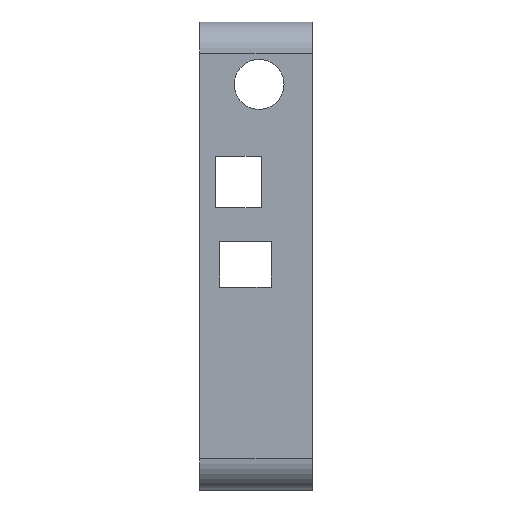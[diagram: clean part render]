
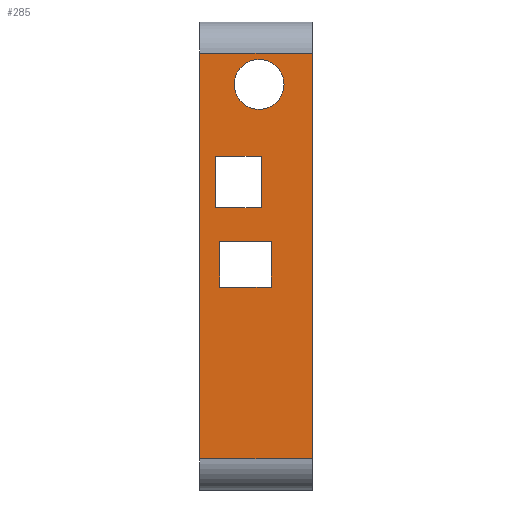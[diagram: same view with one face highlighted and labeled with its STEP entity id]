
A CAD part, left-side view. The second image highlights one B-rep face of the part: STEP entity #285.
In plain terms, the highlighted planar face has unit normal (-1, 0, 0).
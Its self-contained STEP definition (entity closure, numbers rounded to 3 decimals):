
#27 = CARTESIAN_POINT ( 'NONE',  ( 0., 13.15, 65. ) ) ;
#79 = ORIENTED_EDGE ( 'NONE', *, *, #98, .F. ) ;
#84 = DIRECTION ( 'NONE',  ( 1., 0., 0. ) ) ;
#98 = EDGE_CURVE ( 'NONE', #4786, #1324, #3223, .T. ) ;
#128 = VECTOR ( 'NONE', #4679, 1000. ) ;
#285 = ADVANCED_FACE ( 'NONE', ( #4186, #286, #2011, #3756 ), #1584, .F. ) ;
#286 = FACE_OUTER_BOUND ( 'NONE', #2087, .T. ) ;
#296 = CARTESIAN_POINT ( 'NONE',  ( 0., 17., 130. ) ) ;
#314 = ORIENTED_EDGE ( 'NONE', *, *, #5415, .F. ) ;
#373 = VERTEX_POINT ( 'NONE', #3414 ) ;
#444 = ORIENTED_EDGE ( 'NONE', *, *, #4002, .F. ) ;
#462 = CARTESIAN_POINT ( 'NONE',  ( 0., 0., 10. ) ) ;
#520 = CARTESIAN_POINT ( 'NONE',  ( 0., 36., 120. ) ) ;
#527 = LINE ( 'NONE', #4379, #5086 ) ;
#560 = ORIENTED_EDGE ( 'NONE', *, *, #2882, .T. ) ;
#592 = CARTESIAN_POINT ( 'NONE',  ( 0., 29.65, 79.7 ) ) ;
#593 = VECTOR ( 'NONE', #2756, 1000. ) ;
#859 = CARTESIAN_POINT ( 'NONE',  ( 0., 29.65, 79.7 ) ) ;
#965 = LINE ( 'NONE', #2705, #4013 ) ;
#973 = VERTEX_POINT ( 'NONE', #1810 ) ;
#980 = CARTESIAN_POINT ( 'NONE',  ( 0., 16.3, 90.5 ) ) ;
#995 = ORIENTED_EDGE ( 'NONE', *, *, #3253, .T. ) ;
#1048 = DIRECTION ( 'NONE',  ( 0., -1., 0. ) ) ;
#1074 = CARTESIAN_POINT ( 'NONE',  ( 0., 29.65, 65. ) ) ;
#1083 = ORIENTED_EDGE ( 'NONE', *, *, #4860, .T. ) ;
#1090 = CARTESIAN_POINT ( 'NONE',  ( 0., 16.3, 107. ) ) ;
#1103 = CARTESIAN_POINT ( 'NONE',  ( 0., 16.3, 90.5 ) ) ;
#1154 = EDGE_LOOP ( 'NONE', ( #5253, #995, #3463, #2051 ) ) ;
#1324 = VERTEX_POINT ( 'NONE', #27 ) ;
#1348 = VECTOR ( 'NONE', #1901, 1000. ) ;
#1360 = VECTOR ( 'NONE', #4937, 1000. ) ;
#1367 = EDGE_CURVE ( 'NONE', #3519, #3446, #527, .T. ) ;
#1409 = EDGE_CURVE ( 'NONE', #2549, #373, #5571, .T. ) ;
#1446 = CARTESIAN_POINT ( 'NONE',  ( 0., 13.15, 79.7 ) ) ;
#1456 = LINE ( 'NONE', #980, #5325 ) ;
#1482 = VERTEX_POINT ( 'NONE', #4999 ) ;
#1534 = CARTESIAN_POINT ( 'NONE',  ( 0., 16.3, 107. ) ) ;
#1543 = VECTOR ( 'NONE', #2954, 1000. ) ;
#1584 = PLANE ( 'NONE',  #2465 ) ;
#1623 = DIRECTION ( 'NONE',  ( 0., 1., 0. ) ) ;
#1629 = EDGE_CURVE ( 'NONE', #1482, #5586, #2025, .T. ) ;
#1636 = CARTESIAN_POINT ( 'NONE',  ( 0., 29.65, 79.7 ) ) ;
#1670 = EDGE_CURVE ( 'NONE', #373, #2549, #3024, .T. ) ;
#1671 = LINE ( 'NONE', #1534, #1543 ) ;
#1792 = CARTESIAN_POINT ( 'NONE',  ( 0., 29.65, 65. ) ) ;
#1810 = CARTESIAN_POINT ( 'NONE',  ( 0., 36., 10. ) ) ;
#1893 = ORIENTED_EDGE ( 'NONE', *, *, #2541, .T. ) ;
#1901 = DIRECTION ( 'NONE',  ( 0., 0., -1. ) ) ;
#2011 = FACE_BOUND ( 'NONE', #2507, .T. ) ;
#2025 = LINE ( 'NONE', #3454, #128 ) ;
#2051 = ORIENTED_EDGE ( 'NONE', *, *, #4477, .F. ) ;
#2087 = EDGE_LOOP ( 'NONE', ( #2464, #560, #444, #3590 ) ) ;
#2141 = ORIENTED_EDGE ( 'NONE', *, *, #1670, .T. ) ;
#2190 = DIRECTION ( 'NONE',  ( 0., 0., -1. ) ) ;
#2194 = VECTOR ( 'NONE', #1048, 1000. ) ;
#2300 = CARTESIAN_POINT ( 'NONE',  ( 0., 20., 10. ) ) ;
#2438 = VECTOR ( 'NONE', #4925, 1000. ) ;
#2464 = ORIENTED_EDGE ( 'NONE', *, *, #4050, .F. ) ;
#2465 = AXIS2_PLACEMENT_3D ( 'NONE', #5121, #2895, #4639 ) ;
#2496 = CARTESIAN_POINT ( 'NONE',  ( 0., 16.3, 90.5 ) ) ;
#2507 = EDGE_LOOP ( 'NONE', ( #314, #1893, #1083, #79 ) ) ;
#2541 = EDGE_CURVE ( 'NONE', #3058, #2669, #3185, .T. ) ;
#2543 = VECTOR ( 'NONE', #4564, 1000. ) ;
#2549 = VERTEX_POINT ( 'NONE', #4402 ) ;
#2600 = CARTESIAN_POINT ( 'NONE',  ( 0., 0., 140. ) ) ;
#2669 = VERTEX_POINT ( 'NONE', #1446 ) ;
#2705 = CARTESIAN_POINT ( 'NONE',  ( 0., 13.15, 79.7 ) ) ;
#2756 = DIRECTION ( 'NONE',  ( 0., -1., 0. ) ) ;
#2817 = LINE ( 'NONE', #1103, #2543 ) ;
#2881 = CARTESIAN_POINT ( 'NONE',  ( 0., 36., 140. ) ) ;
#2882 = EDGE_CURVE ( 'NONE', #973, #3890, #4069, .T. ) ;
#2895 = DIRECTION ( 'NONE',  ( 1., 0., 0. ) ) ;
#2954 = DIRECTION ( 'NONE',  ( 0., 1., 0. ) ) ;
#3024 = CIRCLE ( 'NONE', #3752, 8. ) ;
#3056 = DIRECTION ( 'NONE',  ( 0., 0., -1. ) ) ;
#3058 = VERTEX_POINT ( 'NONE', #1636 ) ;
#3185 = LINE ( 'NONE', #592, #2438 ) ;
#3197 = CARTESIAN_POINT ( 'NONE',  ( 0., 0., 150. ) ) ;
#3223 = LINE ( 'NONE', #1074, #2194 ) ;
#3253 = EDGE_CURVE ( 'NONE', #5013, #1482, #1456, .T. ) ;
#3347 = VERTEX_POINT ( 'NONE', #1090 ) ;
#3414 = CARTESIAN_POINT ( 'NONE',  ( 0., 25., 130. ) ) ;
#3446 = VERTEX_POINT ( 'NONE', #2881 ) ;
#3454 = CARTESIAN_POINT ( 'NONE',  ( 0., 31., 90.5 ) ) ;
#3463 = ORIENTED_EDGE ( 'NONE', *, *, #1629, .T. ) ;
#3519 = VERTEX_POINT ( 'NONE', #2600 ) ;
#3590 = ORIENTED_EDGE ( 'NONE', *, *, #1367, .T. ) ;
#3620 = ORIENTED_EDGE ( 'NONE', *, *, #1409, .T. ) ;
#3752 = AXIS2_PLACEMENT_3D ( 'NONE', #296, #5529, #1623 ) ;
#3756 = FACE_BOUND ( 'NONE', #1154, .T. ) ;
#3890 = VERTEX_POINT ( 'NONE', #462 ) ;
#3920 = CARTESIAN_POINT ( 'NONE',  ( 0., 17., 130. ) ) ;
#3954 = DIRECTION ( 'NONE',  ( 0., 1., 0. ) ) ;
#4002 = EDGE_CURVE ( 'NONE', #3519, #3890, #5333, .T. ) ;
#4013 = VECTOR ( 'NONE', #2190, 1000. ) ;
#4050 = EDGE_CURVE ( 'NONE', #973, #3446, #4511, .T. ) ;
#4069 = LINE ( 'NONE', #2300, #593 ) ;
#4128 = VECTOR ( 'NONE', #3056, 1000. ) ;
#4149 = EDGE_CURVE ( 'NONE', #5013, #3347, #2817, .T. ) ;
#4186 = FACE_BOUND ( 'NONE', #5295, .T. ) ;
#4379 = CARTESIAN_POINT ( 'NONE',  ( 0., 20., 140. ) ) ;
#4402 = CARTESIAN_POINT ( 'NONE',  ( 0., 9., 130. ) ) ;
#4477 = EDGE_CURVE ( 'NONE', #3347, #5586, #1671, .T. ) ;
#4511 = LINE ( 'NONE', #520, #1360 ) ;
#4521 = DIRECTION ( 'NONE',  ( 0., 1., 0. ) ) ;
#4564 = DIRECTION ( 'NONE',  ( 0., 0., 1. ) ) ;
#4639 = DIRECTION ( 'NONE',  ( 0., 1., 0. ) ) ;
#4679 = DIRECTION ( 'NONE',  ( 0., 0., 1. ) ) ;
#4708 = LINE ( 'NONE', #859, #4128 ) ;
#4786 = VERTEX_POINT ( 'NONE', #1792 ) ;
#4860 = EDGE_CURVE ( 'NONE', #2669, #1324, #965, .T. ) ;
#4914 = DIRECTION ( 'NONE',  ( 0., 1., 0. ) ) ;
#4925 = DIRECTION ( 'NONE',  ( 0., -1., 0. ) ) ;
#4937 = DIRECTION ( 'NONE',  ( 0., 0., 1. ) ) ;
#4999 = CARTESIAN_POINT ( 'NONE',  ( 0., 31., 90.5 ) ) ;
#5013 = VERTEX_POINT ( 'NONE', #2496 ) ;
#5086 = VECTOR ( 'NONE', #3954, 1000. ) ;
#5121 = CARTESIAN_POINT ( 'NONE',  ( 0., 20., 150. ) ) ;
#5213 = AXIS2_PLACEMENT_3D ( 'NONE', #3920, #84, #4914 ) ;
#5253 = ORIENTED_EDGE ( 'NONE', *, *, #4149, .F. ) ;
#5282 = CARTESIAN_POINT ( 'NONE',  ( 0., 31., 107. ) ) ;
#5295 = EDGE_LOOP ( 'NONE', ( #2141, #3620 ) ) ;
#5325 = VECTOR ( 'NONE', #4521, 1000. ) ;
#5333 = LINE ( 'NONE', #3197, #1348 ) ;
#5415 = EDGE_CURVE ( 'NONE', #3058, #4786, #4708, .T. ) ;
#5529 = DIRECTION ( 'NONE',  ( 1., 0., 0. ) ) ;
#5571 = CIRCLE ( 'NONE', #5213, 8. ) ;
#5586 = VERTEX_POINT ( 'NONE', #5282 ) ;
